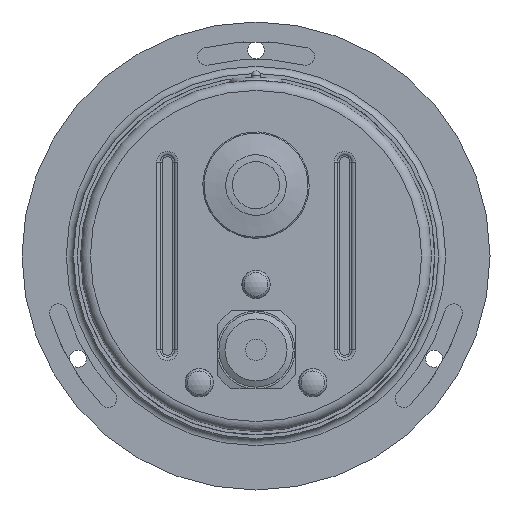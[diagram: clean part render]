
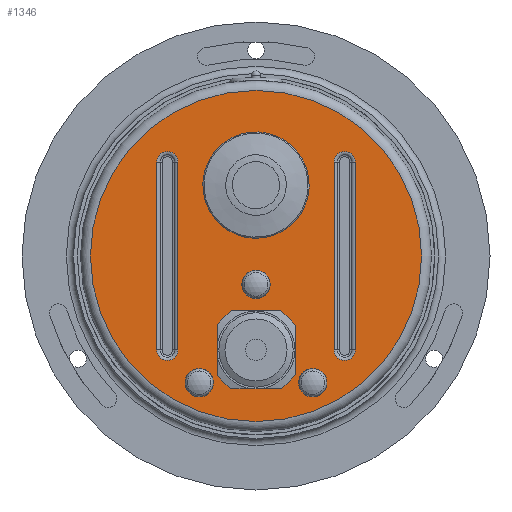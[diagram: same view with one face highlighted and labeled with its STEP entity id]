
A CAD part, front view. The second image highlights one B-rep face of the part: STEP entity #1346.
In plain terms, the highlighted planar face has unit normal (0, -1, 0).
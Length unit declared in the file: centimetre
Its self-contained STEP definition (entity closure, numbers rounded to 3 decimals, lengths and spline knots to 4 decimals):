
#105=LINE('',#2119,#141);
#106=LINE('',#2123,#142);
#107=LINE('',#2129,#143);
#108=LINE('',#2132,#144);
#109=LINE('',#2139,#145);
#110=LINE('',#2143,#146);
#111=LINE('',#2147,#147);
#112=LINE('',#2150,#148);
#141=VECTOR('',#1666,5.3);
#142=VECTOR('',#1669,5.3);
#143=VECTOR('',#1674,5.3);
#144=VECTOR('',#1677,5.3);
#145=VECTOR('',#1682,1.3856);
#146=VECTOR('',#1685,1.3856);
#147=VECTOR('',#1688,1.3856);
#148=VECTOR('',#1691,1.3856);
#177=FACE_BOUND('',#330,.T.);
#178=FACE_BOUND('',#331,.T.);
#179=FACE_BOUND('',#332,.T.);
#180=FACE_BOUND('',#333,.T.);
#181=FACE_BOUND('',#334,.T.);
#182=FACE_BOUND('',#335,.T.);
#183=FACE_BOUND('',#336,.T.);
#234=FACE_OUTER_BOUND('',#329,.T.);
#329=EDGE_LOOP('',(#891));
#330=EDGE_LOOP('',(#892));
#331=EDGE_LOOP('',(#893));
#332=EDGE_LOOP('',(#894));
#333=EDGE_LOOP('',(#895,#896,#897,#898));
#334=EDGE_LOOP('',(#899,#900,#901,#902));
#335=EDGE_LOOP('',(#903));
#336=EDGE_LOOP('',(#904,#905,#906,#907,#908,#909,#910,#911));
#480=CIRCLE('',#1445,4.67);
#481=CIRCLE('',#1446,0.4);
#482=CIRCLE('',#1447,0.4);
#483=CIRCLE('',#1448,1.5);
#484=CIRCLE('',#1449,0.2973);
#485=CIRCLE('',#1450,0.2973);
#486=CIRCLE('',#1451,0.2973);
#487=CIRCLE('',#1452,0.2973);
#488=CIRCLE('',#1453,0.4);
#489=CIRCLE('',#1454,1.3);
#490=CIRCLE('',#1455,1.3);
#491=CIRCLE('',#1456,1.3);
#492=CIRCLE('',#1457,1.3);
#596=VERTEX_POINT('',#2109);
#597=VERTEX_POINT('',#2111);
#598=VERTEX_POINT('',#2113);
#599=VERTEX_POINT('',#2115);
#600=VERTEX_POINT('',#2117);
#601=VERTEX_POINT('',#2118);
#602=VERTEX_POINT('',#2120);
#603=VERTEX_POINT('',#2122);
#604=VERTEX_POINT('',#2125);
#605=VERTEX_POINT('',#2126);
#606=VERTEX_POINT('',#2128);
#607=VERTEX_POINT('',#2130);
#608=VERTEX_POINT('',#2133);
#609=VERTEX_POINT('',#2135);
#610=VERTEX_POINT('',#2136);
#611=VERTEX_POINT('',#2138);
#612=VERTEX_POINT('',#2140);
#613=VERTEX_POINT('',#2142);
#614=VERTEX_POINT('',#2144);
#615=VERTEX_POINT('',#2146);
#616=VERTEX_POINT('',#2148);
#722=EDGE_CURVE('',#596,#596,#480,.T.);
#723=EDGE_CURVE('',#597,#597,#481,.T.);
#724=EDGE_CURVE('',#598,#598,#482,.T.);
#725=EDGE_CURVE('',#599,#599,#483,.T.);
#726=EDGE_CURVE('',#600,#601,#105,.T.);
#727=EDGE_CURVE('',#602,#600,#484,.T.);
#728=EDGE_CURVE('',#603,#602,#106,.T.);
#729=EDGE_CURVE('',#601,#603,#485,.T.);
#730=EDGE_CURVE('',#604,#605,#486,.T.);
#731=EDGE_CURVE('',#606,#604,#107,.T.);
#732=EDGE_CURVE('',#607,#606,#487,.T.);
#733=EDGE_CURVE('',#605,#607,#108,.T.);
#734=EDGE_CURVE('',#608,#608,#488,.T.);
#735=EDGE_CURVE('',#609,#610,#489,.T.);
#736=EDGE_CURVE('',#610,#611,#109,.T.);
#737=EDGE_CURVE('',#611,#612,#490,.T.);
#738=EDGE_CURVE('',#612,#613,#110,.T.);
#739=EDGE_CURVE('',#613,#614,#491,.T.);
#740=EDGE_CURVE('',#614,#615,#111,.T.);
#741=EDGE_CURVE('',#615,#616,#492,.T.);
#742=EDGE_CURVE('',#616,#609,#112,.T.);
#891=ORIENTED_EDGE('',*,*,#722,.F.);
#892=ORIENTED_EDGE('',*,*,#723,.T.);
#893=ORIENTED_EDGE('',*,*,#724,.T.);
#894=ORIENTED_EDGE('',*,*,#725,.T.);
#895=ORIENTED_EDGE('',*,*,#726,.F.);
#896=ORIENTED_EDGE('',*,*,#727,.F.);
#897=ORIENTED_EDGE('',*,*,#728,.F.);
#898=ORIENTED_EDGE('',*,*,#729,.F.);
#899=ORIENTED_EDGE('',*,*,#730,.F.);
#900=ORIENTED_EDGE('',*,*,#731,.F.);
#901=ORIENTED_EDGE('',*,*,#732,.F.);
#902=ORIENTED_EDGE('',*,*,#733,.F.);
#903=ORIENTED_EDGE('',*,*,#734,.T.);
#904=ORIENTED_EDGE('',*,*,#735,.T.);
#905=ORIENTED_EDGE('',*,*,#736,.T.);
#906=ORIENTED_EDGE('',*,*,#737,.T.);
#907=ORIENTED_EDGE('',*,*,#738,.T.);
#908=ORIENTED_EDGE('',*,*,#739,.T.);
#909=ORIENTED_EDGE('',*,*,#740,.T.);
#910=ORIENTED_EDGE('',*,*,#741,.T.);
#911=ORIENTED_EDGE('',*,*,#742,.T.);
#1229=PLANE('',#1444);
#1346=ADVANCED_FACE('',(#234,#177,#178,#179,#180,#181,#182,#183),#1229,
 .F.);
#1444=AXIS2_PLACEMENT_3D('',#2108,#1656,#1657);
#1445=AXIS2_PLACEMENT_3D('',#2110,#1658,#1659);
#1446=AXIS2_PLACEMENT_3D('',#2112,#1660,#1661);
#1447=AXIS2_PLACEMENT_3D('',#2114,#1662,#1663);
#1448=AXIS2_PLACEMENT_3D('',#2116,#1664,#1665);
#1449=AXIS2_PLACEMENT_3D('',#2121,#1667,#1668);
#1450=AXIS2_PLACEMENT_3D('',#2124,#1670,#1671);
#1451=AXIS2_PLACEMENT_3D('',#2127,#1672,#1673);
#1452=AXIS2_PLACEMENT_3D('',#2131,#1675,#1676);
#1453=AXIS2_PLACEMENT_3D('',#2134,#1678,#1679);
#1454=AXIS2_PLACEMENT_3D('',#2137,#1680,#1681);
#1455=AXIS2_PLACEMENT_3D('',#2141,#1683,#1684);
#1456=AXIS2_PLACEMENT_3D('',#2145,#1686,#1687);
#1457=AXIS2_PLACEMENT_3D('',#2149,#1689,#1690);
#1656=DIRECTION('center_axis',(0.,1.,0.));
#1657=DIRECTION('ref_axis',(0.,0.,1.));
#1658=DIRECTION('center_axis',(0.,1.,0.));
#1659=DIRECTION('ref_axis',(-1.,0.,0.));
#1660=DIRECTION('center_axis',(0.,1.,0.));
#1661=DIRECTION('ref_axis',(-1.,0.,0.));
#1662=DIRECTION('center_axis',(0.,1.,0.));
#1663=DIRECTION('ref_axis',(-1.,0.,0.));
#1664=DIRECTION('center_axis',(0.,1.,0.));
#1665=DIRECTION('ref_axis',(-0.73,0.,0.684));
#1666=DIRECTION('',(0.,0.,-1.));
#1667=DIRECTION('center_axis',(0.,-1.,0.));
#1668=DIRECTION('ref_axis',(0.,0.,1.));
#1669=DIRECTION('',(0.,0.,1.));
#1670=DIRECTION('center_axis',(0.,-1.,0.));
#1671=DIRECTION('ref_axis',(0.,0.,-1.));
#1672=DIRECTION('center_axis',(0.,-1.,0.));
#1673=DIRECTION('ref_axis',(0.,0.,-1.));
#1674=DIRECTION('',(0.,0.,-1.));
#1675=DIRECTION('center_axis',(0.,-1.,0.));
#1676=DIRECTION('ref_axis',(0.,0.,1.));
#1677=DIRECTION('',(0.,0.,1.));
#1678=DIRECTION('center_axis',(0.,1.,0.));
#1679=DIRECTION('ref_axis',(-1.,0.,0.));
#1680=DIRECTION('center_axis',(0.,1.,0.));
#1681=DIRECTION('ref_axis',(0.846,0.,-0.533));
#1682=DIRECTION('',(1.,0.,0.));
#1683=DIRECTION('center_axis',(0.,1.,0.));
#1684=DIRECTION('ref_axis',(-0.533,0.,-0.846));
#1685=DIRECTION('',(0.,0.,-1.));
#1686=DIRECTION('center_axis',(0.,1.,0.));
#1687=DIRECTION('ref_axis',(-0.846,0.,0.533));
#1688=DIRECTION('',(-1.,0.,0.));
#1689=DIRECTION('center_axis',(0.,1.,0.));
#1690=DIRECTION('ref_axis',(0.533,0.,0.846));
#1691=DIRECTION('',(0.,0.,1.));
#2108=CARTESIAN_POINT('Origin',(0.,0.,-2.65));
#2109=CARTESIAN_POINT('',(4.67,0.,0.));
#2110=CARTESIAN_POINT('Origin',(0.,0.,0.));
#2111=CARTESIAN_POINT('',(-2.0021,0.,-3.575));
#2112=CARTESIAN_POINT('Origin',(-1.6021,0.,-3.575));
#2113=CARTESIAN_POINT('',(-0.4,0.,-0.8));
#2114=CARTESIAN_POINT('Origin',(0.,0.,-0.8));
#2115=CARTESIAN_POINT('',(-1.0943,0.,3.0259));
#2116=CARTESIAN_POINT('Origin',(0.,0.,
2.));
#2117=CARTESIAN_POINT('',(-2.7973,0.,2.65));
#2118=CARTESIAN_POINT('',(-2.7973,0.,-2.65));
#2119=CARTESIAN_POINT('',(-2.7973,0.,1.325));
#2120=CARTESIAN_POINT('',(-2.2027,0.,2.65));
#2121=CARTESIAN_POINT('Origin',(-2.5,0.,2.65));
#2122=CARTESIAN_POINT('',(-2.2027,0.,-2.65));
#2123=CARTESIAN_POINT('',(-2.2027,0.,-1.325));
#2124=CARTESIAN_POINT('Origin',(-2.5,0.,-2.65));
#2125=CARTESIAN_POINT('',(2.2027,0.,-2.65));
#2126=CARTESIAN_POINT('',(2.7973,0.,-2.65));
#2127=CARTESIAN_POINT('Origin',(2.5,0.,-2.65));
#2128=CARTESIAN_POINT('',(2.2027,0.,2.65));
#2129=CARTESIAN_POINT('',(2.2027,0.,1.325));
#2130=CARTESIAN_POINT('',(2.7973,0.,2.65));
#2131=CARTESIAN_POINT('Origin',(2.5,0.,2.65));
#2132=CARTESIAN_POINT('',(2.7973,0.,-1.325));
#2133=CARTESIAN_POINT('',(1.2021,0.,-3.575));
#2134=CARTESIAN_POINT('Origin',(1.6021,0.,-3.575));
#2135=CARTESIAN_POINT('',(-1.1,0.,-1.9572));
#2136=CARTESIAN_POINT('',(-0.6928,0.,-1.55));
#2137=CARTESIAN_POINT('Origin',(0.,0.,-2.65));
#2138=CARTESIAN_POINT('',(0.6928,0.,-1.55));
#2139=CARTESIAN_POINT('',(0.3464,0.,-1.55));
#2140=CARTESIAN_POINT('',(1.1,0.,-1.9572));
#2141=CARTESIAN_POINT('Origin',(0.,0.,-2.65));
#2142=CARTESIAN_POINT('',(1.1,0.,-3.3428));
#2143=CARTESIAN_POINT('',(1.1,0.,-2.9964));
#2144=CARTESIAN_POINT('',(0.6928,0.,-3.75));
#2145=CARTESIAN_POINT('Origin',(0.,0.,-2.65));
#2146=CARTESIAN_POINT('',(-0.6928,0.,-3.75));
#2147=CARTESIAN_POINT('',(-0.3464,0.,-3.75));
#2148=CARTESIAN_POINT('',(-1.1,0.,-3.3428));
#2149=CARTESIAN_POINT('Origin',(0.,0.,-2.65));
#2150=CARTESIAN_POINT('',(-1.1,0.,-2.3036));
